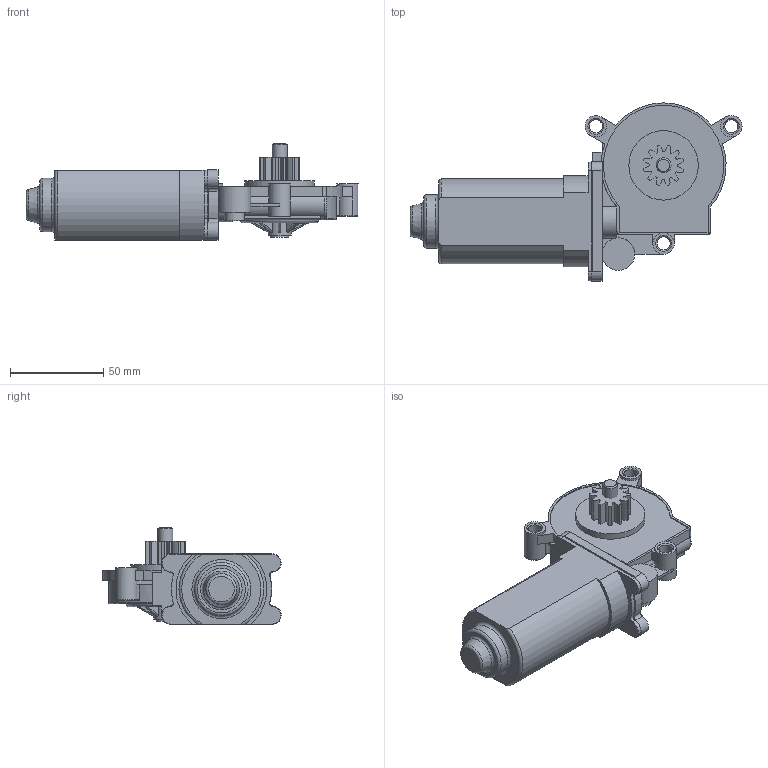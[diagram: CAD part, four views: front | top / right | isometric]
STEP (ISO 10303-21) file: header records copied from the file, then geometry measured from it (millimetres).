
FILE_DESCRIPTION(/* description */ ('Keyang 16631023 Motor Body LH'),/* implementation_level */ '2;1');
FILE_NAME(/* name */ 'MOT_Keyang_16631023.iam.step',/* time_stamp */ '2014-01-07T11:30:31-08:00',/* author */ ('Autodesk, Inc.'),/* organization */ (''),/* preprocessor_version */ 'ST-DEVELOPER v15.2',/* originating_system */ 'Autodesk Inventor 2014',/* authorisation */ '');
FILE_SCHEMA (('AUTOMOTIVE_DESIGN { 1 0 10303 214 3 1 1 }'));
Length unit declared in the file: millimetre
Products named in the file (3): 16631023_body_LH; 16631023_12 tooth pinion gear; MOT_Keyang_16631023
Bounding box: 177.92 x 95.5 x 51.95 mm (x, y, z)
Volume: 226764.5 mm3; surface area: 43049 mm2
Topology: 2 solids, 2 shells, 281 faces, 780 edges, 509 vertices
Faces by surface type: plane 132, cylinder 122, torus 19, cone 8
Full cylindrical faces by diameter (mm): 6.9 x1, 7.1 x3, 7.95 x1, 9.9 x4, 10 x1, 10.7 x1, 11.5 x3, 12.26 x1, 17.5 x1, 28.6 x1, 37.25 x1
Entity records: 9285 total; most frequent: CARTESIAN_POINT 1998, DIRECTION 1542, ORIENTED_EDGE 1478, EDGE_CURVE 735, AXIS2_PLACEMENT_3D 575, VERTEX_POINT 497, LINE 392, VECTOR 392
